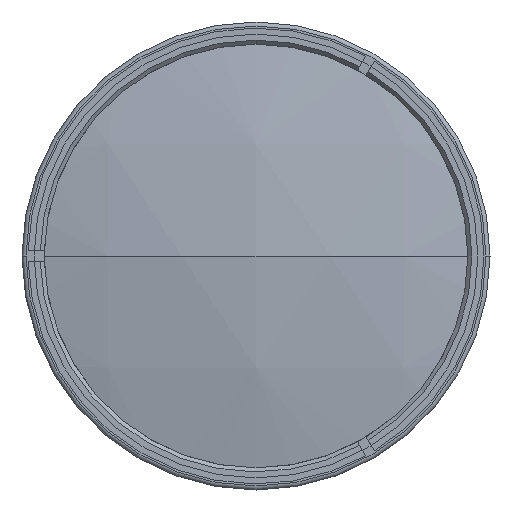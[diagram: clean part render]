
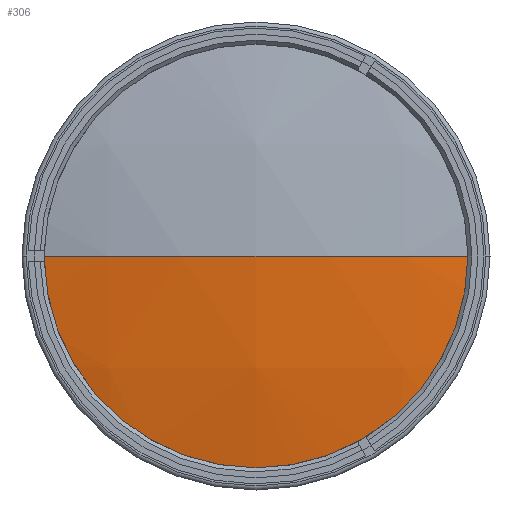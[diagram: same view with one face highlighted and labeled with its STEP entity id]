
A CAD part, left-side view. The second image highlights one B-rep face of the part: STEP entity #306.
In plain terms, the highlighted spherical face has radius 252 mm.
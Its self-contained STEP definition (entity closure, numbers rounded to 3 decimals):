
#66 = DIRECTION ( 'NONE',  ( 0., 0., -1. ) ) ;
#122 = ORIENTED_EDGE ( 'NONE', *, *, #436, .T. ) ;
#282 = DIRECTION ( 'NONE',  ( 0., 0., 1. ) ) ;
#306 = ADVANCED_FACE ( 'NONE', ( #389 ), #969, .T. ) ;
#385 = CIRCLE ( 'NONE', #3241, 252. ) ;
#389 = FACE_OUTER_BOUND ( 'NONE', #1258, .T. ) ;
#436 = EDGE_CURVE ( 'NONE', #3646, #2456, #385, .T. ) ;
#560 = EDGE_CURVE ( 'NONE', #1614, #3646, #727, .T. ) ;
#666 = CIRCLE ( 'NONE', #2425, 252. ) ;
#727 = CIRCLE ( 'NONE', #1026, 55. ) ;
#910 = EDGE_CURVE ( 'NONE', #1614, #2456, #666, .T. ) ;
#969 = SPHERICAL_SURFACE ( 'NONE', #1818, 252. ) ;
#1026 = AXIS2_PLACEMENT_3D ( 'NONE', #1705, #3996, #2029 ) ;
#1075 = ORIENTED_EDGE ( 'NONE', *, *, #560, .T. ) ;
#1258 = EDGE_LOOP ( 'NONE', ( #1075, #122, #2650 ) ) ;
#1493 = CARTESIAN_POINT ( 'NONE',  ( 19.496, 0., 0. ) ) ;
#1614 = VERTEX_POINT ( 'NONE', #3591 ) ;
#1705 = CARTESIAN_POINT ( 'NONE',  ( -226.429, 0., 0. ) ) ;
#1818 = AXIS2_PLACEMENT_3D ( 'NONE', #1493, #2731, #3115 ) ;
#2029 = DIRECTION ( 'NONE',  ( 0., 0., 1. ) ) ;
#2030 = CARTESIAN_POINT ( 'NONE',  ( 19.496, 0., 0. ) ) ;
#2222 = CARTESIAN_POINT ( 'NONE',  ( 19.496, 0., 0. ) ) ;
#2339 = DIRECTION ( 'NONE',  ( 0., 1., 0. ) ) ;
#2425 = AXIS2_PLACEMENT_3D ( 'NONE', #2222, #282, #2528 ) ;
#2456 = VERTEX_POINT ( 'NONE', #3097 ) ;
#2528 = DIRECTION ( 'NONE',  ( 0., -1., 0. ) ) ;
#2650 = ORIENTED_EDGE ( 'NONE', *, *, #910, .F. ) ;
#2731 = DIRECTION ( 'NONE',  ( 0., 0., -1. ) ) ;
#3097 = CARTESIAN_POINT ( 'NONE',  ( -232.504, 0., 0. ) ) ;
#3115 = DIRECTION ( 'NONE',  ( 0., 1., 0. ) ) ;
#3141 = CARTESIAN_POINT ( 'NONE',  ( -226.429, -55., 0. ) ) ;
#3241 = AXIS2_PLACEMENT_3D ( 'NONE', #2030, #66, #2339 ) ;
#3591 = CARTESIAN_POINT ( 'NONE',  ( -226.429, 55., 0. ) ) ;
#3646 = VERTEX_POINT ( 'NONE', #3141 ) ;
#3996 = DIRECTION ( 'NONE',  ( -1., 0., 0. ) ) ;
